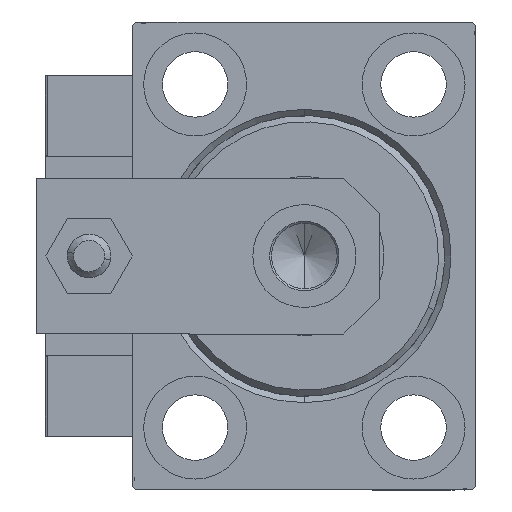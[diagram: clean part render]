
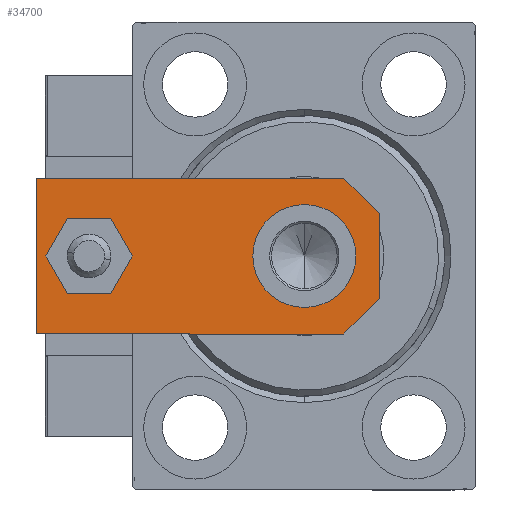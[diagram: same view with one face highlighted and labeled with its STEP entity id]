
A CAD part, left-side view. The second image highlights one B-rep face of the part: STEP entity #34700.
In plain terms, the highlighted face is planar.
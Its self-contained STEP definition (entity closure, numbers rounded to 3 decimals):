
#862 = EDGE_CURVE ( 'NONE', #48823, #40740, #23568, .T. ) ;
#942 = DIRECTION ( 'NONE',  ( 1., 0., 0. ) ) ;
#1736 = ORIENTED_EDGE ( 'NONE', *, *, #43499, .T. ) ;
#1901 = VECTOR ( 'NONE', #15606, 1000. ) ;
#1925 = CARTESIAN_POINT ( 'NONE',  ( 0., 12., 6. ) ) ;
#3058 = ORIENTED_EDGE ( 'NONE', *, *, #27546, .F. ) ;
#3559 = CARTESIAN_POINT ( 'NONE',  ( 4., 46.5, 6. ) ) ;
#3644 = CARTESIAN_POINT ( 'NONE',  ( 0., 12., 6. ) ) ;
#4127 = DIRECTION ( 'NONE',  ( 1., 0., 0. ) ) ;
#4206 = VECTOR ( 'NONE', #7624, 1000. ) ;
#5736 = CARTESIAN_POINT ( 'NONE',  ( 8.25, 12., 6. ) ) ;
#6351 = CARTESIAN_POINT ( 'NONE',  ( 6.84, 0., 6. ) ) ;
#7624 = DIRECTION ( 'NONE',  ( -1., 0., 0. ) ) ;
#8013 = DIRECTION ( 'NONE',  ( 0.707, 0.707, 0. ) ) ;
#8017 = FACE_BOUND ( 'NONE', #22396, .T. ) ;
#8168 = DIRECTION ( 'NONE',  ( 0., 1., 0. ) ) ;
#8266 = DIRECTION ( 'NONE',  ( 0., 0., 1. ) ) ;
#8317 = DIRECTION ( 'NONE',  ( 0., 0., 1. ) ) ;
#10618 = VERTEX_POINT ( 'NONE', #37224 ) ;
#10982 = EDGE_CURVE ( 'NONE', #40740, #25408, #34355, .T. ) ;
#11062 = CARTESIAN_POINT ( 'NONE',  ( 3.42, -3.42, 6. ) ) ;
#11678 = ORIENTED_EDGE ( 'NONE', *, *, #862, .T. ) ;
#11802 = CARTESIAN_POINT ( 'NONE',  ( 0., 0., 6. ) ) ;
#11890 = LINE ( 'NONE', #31823, #23588 ) ;
#11908 = EDGE_CURVE ( 'NONE', #14262, #49841, #11890, .T. ) ;
#12564 = EDGE_LOOP ( 'NONE', ( #24131, #1736, #36977, #14804, #11678, #17540 ) ) ;
#13628 = CARTESIAN_POINT ( 'NONE',  ( -12.5, 55., 6. ) ) ;
#13827 = EDGE_CURVE ( 'NONE', #21687, #34292, #38955, .T. ) ;
#14262 = VERTEX_POINT ( 'NONE', #38053 ) ;
#14421 = CARTESIAN_POINT ( 'NONE',  ( -4., 46.5, 6. ) ) ;
#14523 = CARTESIAN_POINT ( 'NONE',  ( 0., 46.5, 6. ) ) ;
#14804 = ORIENTED_EDGE ( 'NONE', *, *, #36177, .T. ) ;
#15606 = DIRECTION ( 'NONE',  ( 0.707, -0.707, 0. ) ) ;
#15643 = DIRECTION ( 'NONE',  ( 1., 0., 0. ) ) ;
#17318 = DIRECTION ( 'NONE',  ( 0., 0., 1. ) ) ;
#17540 = ORIENTED_EDGE ( 'NONE', *, *, #10982, .T. ) ;
#18677 = EDGE_CURVE ( 'NONE', #34292, #21687, #39795, .T. ) ;
#18755 = CARTESIAN_POINT ( 'NONE',  ( 12.5, 55., 6. ) ) ;
#19447 = AXIS2_PLACEMENT_3D ( 'NONE', #11802, #8266, #942 ) ;
#19482 = VECTOR ( 'NONE', #8013, 1000. ) ;
#21687 = VERTEX_POINT ( 'NONE', #14421 ) ;
#22396 = EDGE_LOOP ( 'NONE', ( #47458, #45700 ) ) ;
#23282 = ORIENTED_EDGE ( 'NONE', *, *, #25715, .F. ) ;
#23554 = DIRECTION ( 'NONE',  ( 0., 0., 1. ) ) ;
#23568 = LINE ( 'NONE', #27844, #39445 ) ;
#23588 = VECTOR ( 'NONE', #46976, 1000. ) ;
#24131 = ORIENTED_EDGE ( 'NONE', *, *, #48516, .T. ) ;
#24498 = AXIS2_PLACEMENT_3D ( 'NONE', #31267, #8317, #15643 ) ;
#25408 = VERTEX_POINT ( 'NONE', #13628 ) ;
#25715 = EDGE_CURVE ( 'NONE', #48599, #30093, #48095, .T. ) ;
#25771 = CARTESIAN_POINT ( 'NONE',  ( 12.5, 5.66, 6. ) ) ;
#25887 = DIRECTION ( 'NONE',  ( 1., 0., 0. ) ) ;
#26002 = EDGE_LOOP ( 'NONE', ( #23282, #3058 ) ) ;
#26215 = AXIS2_PLACEMENT_3D ( 'NONE', #1925, #17318, #48107 ) ;
#26280 = LINE ( 'NONE', #30558, #27000 ) ;
#26878 = DIRECTION ( 'NONE',  ( 0., 0., 1. ) ) ;
#27000 = VECTOR ( 'NONE', #45972, 1000. ) ;
#27215 = CARTESIAN_POINT ( 'NONE',  ( -3.42, -3.42, 6. ) ) ;
#27546 = EDGE_CURVE ( 'NONE', #30093, #48599, #43473, .T. ) ;
#27844 = CARTESIAN_POINT ( 'NONE',  ( 12.5, 0., 6. ) ) ;
#30093 = VERTEX_POINT ( 'NONE', #5736 ) ;
#30558 = CARTESIAN_POINT ( 'NONE',  ( -12.5, 55., 6. ) ) ;
#31267 = CARTESIAN_POINT ( 'NONE',  ( 0., 46.5, 6. ) ) ;
#31823 = CARTESIAN_POINT ( 'NONE',  ( -12.5, 0., 6. ) ) ;
#33027 = AXIS2_PLACEMENT_3D ( 'NONE', #3644, #23554, #4127 ) ;
#34292 = VERTEX_POINT ( 'NONE', #3559 ) ;
#34355 = LINE ( 'NONE', #41933, #4206 ) ;
#34700 = ADVANCED_FACE ( 'NONE', ( #8017, #46882, #35507 ), #43330, .T. ) ;
#35507 = FACE_BOUND ( 'NONE', #26002, .T. ) ;
#36177 = EDGE_CURVE ( 'NONE', #49841, #48823, #42579, .T. ) ;
#36977 = ORIENTED_EDGE ( 'NONE', *, *, #11908, .T. ) ;
#37224 = CARTESIAN_POINT ( 'NONE',  ( -12.5, 5.66, 6. ) ) ;
#38053 = CARTESIAN_POINT ( 'NONE',  ( -6.84, 0., 6. ) ) ;
#38955 = CIRCLE ( 'NONE', #43802, 4. ) ;
#39445 = VECTOR ( 'NONE', #8168, 1000. ) ;
#39795 = CIRCLE ( 'NONE', #24498, 4. ) ;
#40740 = VERTEX_POINT ( 'NONE', #18755 ) ;
#41933 = CARTESIAN_POINT ( 'NONE',  ( 12.5, 55., 6. ) ) ;
#42579 = LINE ( 'NONE', #11062, #19482 ) ;
#43330 = PLANE ( 'NONE',  #19447 ) ;
#43473 = CIRCLE ( 'NONE', #33027, 8.25 ) ;
#43499 = EDGE_CURVE ( 'NONE', #10618, #14262, #49704, .T. ) ;
#43802 = AXIS2_PLACEMENT_3D ( 'NONE', #14523, #26878, #25887 ) ;
#45700 = ORIENTED_EDGE ( 'NONE', *, *, #18677, .F. ) ;
#45972 = DIRECTION ( 'NONE',  ( 0., -1., 0. ) ) ;
#46882 = FACE_OUTER_BOUND ( 'NONE', #12564, .T. ) ;
#46976 = DIRECTION ( 'NONE',  ( 1., 0., 0. ) ) ;
#47458 = ORIENTED_EDGE ( 'NONE', *, *, #13827, .F. ) ;
#48095 = CIRCLE ( 'NONE', #26215, 8.25 ) ;
#48107 = DIRECTION ( 'NONE',  ( 1., 0., 0. ) ) ;
#48516 = EDGE_CURVE ( 'NONE', #25408, #10618, #26280, .T. ) ;
#48599 = VERTEX_POINT ( 'NONE', #49753 ) ;
#48823 = VERTEX_POINT ( 'NONE', #25771 ) ;
#49704 = LINE ( 'NONE', #27215, #1901 ) ;
#49753 = CARTESIAN_POINT ( 'NONE',  ( -8.25, 12., 6. ) ) ;
#49841 = VERTEX_POINT ( 'NONE', #6351 ) ;
